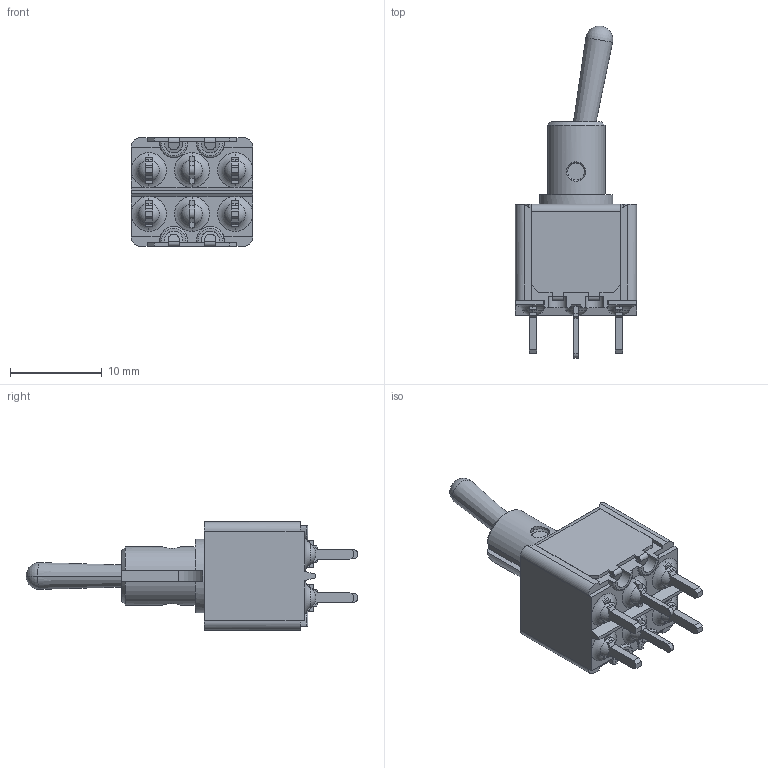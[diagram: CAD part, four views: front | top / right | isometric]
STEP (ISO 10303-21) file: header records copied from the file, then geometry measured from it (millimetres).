
FILE_DESCRIPTION((''),'2;1');
FILE_NAME('5246--B','2010-10-06T',('snouilhan'),(''),'PRO/ENGINEER BY PARAMETRIC TECHNOLOGY CORPORATION, 2009440','PRO/ENGINEER BY PARAMETRIC TECHNOLOGY CORPORATION, 2009440','');
FILE_SCHEMA(('CONFIG_CONTROL_DESIGN'));
Length unit declared in the file: millimetre
Products named in the file (1): 5246--B
Bounding box: 13.21 x 36.16 x 11.85 mm (x, y, z)
Volume: 1200.1 mm3; surface area: 2861.3 mm2
Topology: 2 solids, 3 shells, 639 faces, 1732 edges, 1074 vertices
Faces by surface type: plane 446, cylinder 116, sphere 32, cone 21, torus 16, bspline 8
Entity records: 21386 total; most frequent: CARTESIAN_POINT 5510, ORIENTED_EDGE 3456, DIRECTION 3101, EDGE_CURVE 1728, VECTOR 1221, LINE 1221, VERTEX_POINT 1074, AXIS2_PLACEMENT_3D 940
